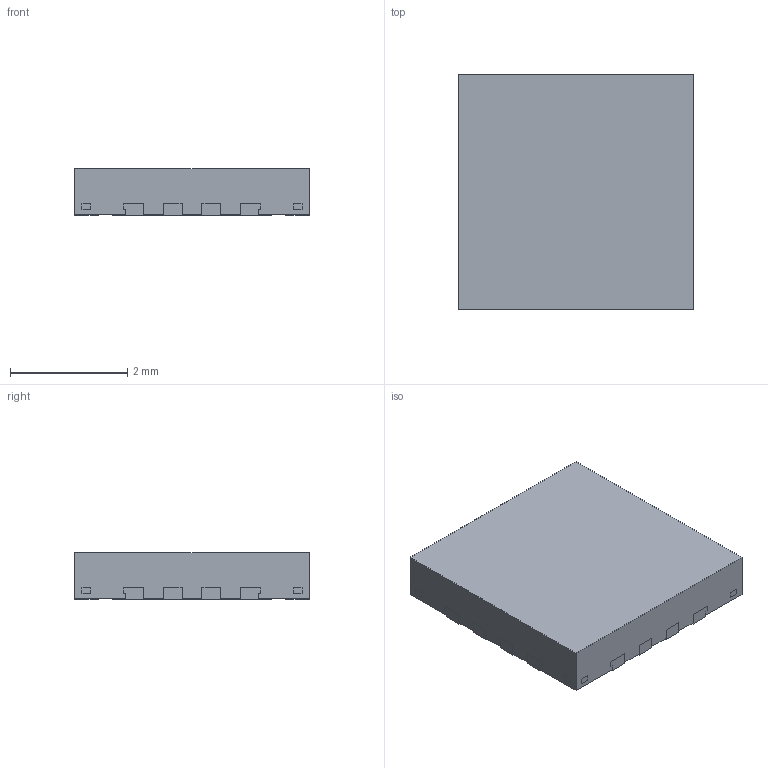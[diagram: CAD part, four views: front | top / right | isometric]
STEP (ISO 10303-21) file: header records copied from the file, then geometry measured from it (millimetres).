
FILE_DESCRIPTION((''),'2;1');
FILE_NAME('RUM0016B_ASM','2018-05-01T15:27:21',('a0412086'),(''),'CREO PARAMETRIC BY PTC INC, 2017260','CREO PARAMETRIC BY PTC INC, 2017260','');
FILE_SCHEMA(('AUTOMOTIVE_DESIGN { 1 0 10303 214 1 1 1 1 }'));
Length unit declared in the file: millimetre
Products named in the file (4): FRAME; BODY; PIN1_AREA; RUM0016B_ASM
Assembly tree (3 placements, depth 2):
  RUM0016B_ASM
    FRAME
    BODY
    PIN1_AREA
Bounding box: 4 x 4 x 0.8 mm (x, y, z)
Volume: 12.6 mm3; surface area: 75.1 mm2
Topology: 22 solids, 22 shells, 411 faces, 1082 edges, 716 vertices
Faces by surface type: plane 283, cylinder 128
Entity records: 16589 total; most frequent: CARTESIAN_POINT 2259, DIRECTION 2226, ORIENTED_EDGE 2164, PRESENTATION_STYLE_ASSIGNMENT 1129, STYLED_ITEM 1105, CURVE_STYLE 1082, EDGE_CURVE 1082, VECTOR 826
